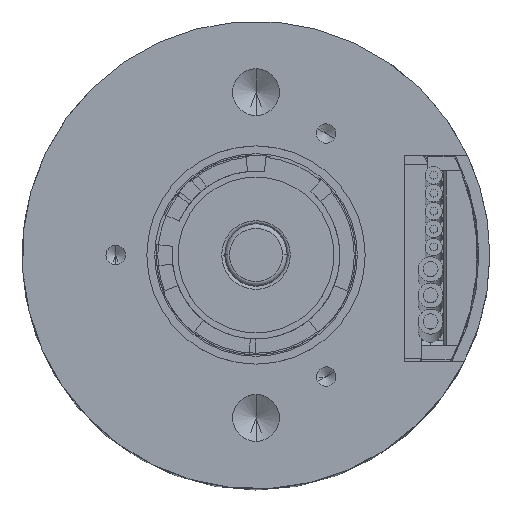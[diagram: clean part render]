
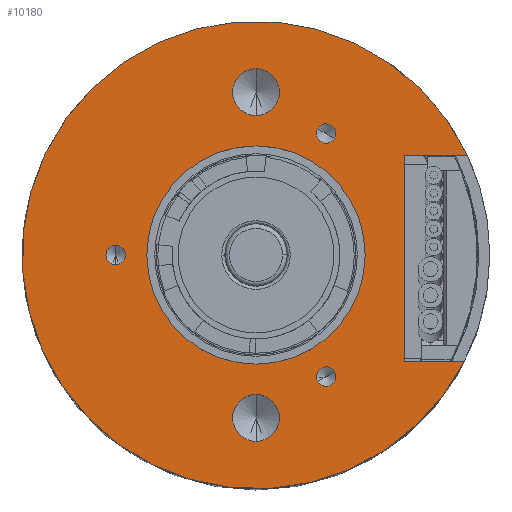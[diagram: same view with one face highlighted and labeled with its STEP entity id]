
A CAD part, top view. The second image highlights one B-rep face of the part: STEP entity #10180.
In plain terms, the highlighted planar face has unit normal (0, 0, 1).
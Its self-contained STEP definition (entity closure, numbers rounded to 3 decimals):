
#3118=DIRECTION('',(-1.,0.,0.));
#3119=VECTOR('',#3118,3.87);
#3120=CARTESIAN_POINT('',(13.37,-6.8,40.6));
#3121=LINE('',#3120,#3119);
#3122=DIRECTION('',(-1.,0.,0.));
#3123=VECTOR('',#3122,4.066);
#3124=CARTESIAN_POINT('',(13.566,6.4,40.6));
#3125=LINE('',#3124,#3123);
#3126=DIRECTION('',(0.,-1.,0.));
#3127=VECTOR('',#3126,13.2);
#3128=CARTESIAN_POINT('',(9.5,6.4,40.6));
#3129=LINE('',#3128,#3127);
#3130=CARTESIAN_POINT('',(0.,0.,40.6));
#3131=DIRECTION('',(0.,0.,-1.));
#3132=DIRECTION('',(0.,1.,0.));
#3133=AXIS2_PLACEMENT_3D('',#3130,#3131,#3132);
#3135=CARTESIAN_POINT('',(0.,0.,40.6));
#3136=DIRECTION('',(0.,0.,1.));
#3137=DIRECTION('',(0.,1.,0.));
#3138=AXIS2_PLACEMENT_3D('',#3135,#3136,#3137);
#3140=CARTESIAN_POINT('',(0.,-10.45,40.6));
#3141=DIRECTION('',(0.,0.,1.));
#3142=DIRECTION('',(0.,-1.,0.));
#3143=AXIS2_PLACEMENT_3D('',#3140,#3141,#3142);
#3145=CARTESIAN_POINT('',(0.,-10.45,40.6));
#3146=DIRECTION('',(0.,0.,1.));
#3147=DIRECTION('',(0.,1.,0.));
#3148=AXIS2_PLACEMENT_3D('',#3145,#3146,#3147);
#3150=CARTESIAN_POINT('',(0.,10.45,40.6));
#3151=DIRECTION('',(0.,0.,-1.));
#3152=DIRECTION('',(0.,1.,0.));
#3153=AXIS2_PLACEMENT_3D('',#3150,#3151,#3152);
#3155=CARTESIAN_POINT('',(0.,10.45,40.6));
#3156=DIRECTION('',(0.,0.,-1.));
#3157=DIRECTION('',(0.,-1.,0.));
#3158=AXIS2_PLACEMENT_3D('',#3155,#3156,#3157);
#3160=CARTESIAN_POINT('',(-9.,0.,40.6));
#3161=DIRECTION('',(0.,0.,1.));
#3162=DIRECTION('',(0.,-1.,0.));
#3163=AXIS2_PLACEMENT_3D('',#3160,#3161,#3162);
#3165=CARTESIAN_POINT('',(-9.,0.,40.6));
#3166=DIRECTION('',(0.,0.,1.));
#3167=DIRECTION('',(0.,1.,0.));
#3168=AXIS2_PLACEMENT_3D('',#3165,#3166,#3167);
#3170=CARTESIAN_POINT('',(4.5,-7.794,40.6));
#3171=DIRECTION('',(0.,0.,1.));
#3172=DIRECTION('',(0.866,0.5,0.));
#3173=AXIS2_PLACEMENT_3D('',#3170,#3171,#3172);
#3175=CARTESIAN_POINT('',(4.5,-7.794,40.6));
#3176=DIRECTION('',(0.,0.,1.));
#3177=DIRECTION('',(-0.866,-0.5,0.));
#3178=AXIS2_PLACEMENT_3D('',#3175,#3176,#3177);
#3180=CARTESIAN_POINT('',(4.5,7.794,40.6));
#3181=DIRECTION('',(0.,0.,1.));
#3182=DIRECTION('',(-0.866,0.5,0.));
#3183=AXIS2_PLACEMENT_3D('',#3180,#3181,#3182);
#3185=CARTESIAN_POINT('',(4.5,7.794,40.6));
#3186=DIRECTION('',(0.,0.,1.));
#3187=DIRECTION('',(0.866,-0.5,0.));
#3188=AXIS2_PLACEMENT_3D('',#3185,#3186,#3187);
#3194=CARTESIAN_POINT('',(0.,0.,40.6));
#3195=DIRECTION('',(0.,0.,1.));
#3196=DIRECTION('',(0.904,0.427,0.));
#3197=AXIS2_PLACEMENT_3D('',#3194,#3195,#3196);
#5964=CARTESIAN_POINT('',(0.,7.,40.6));
#5966=VERTEX_POINT('',#5964);
#5972=CARTESIAN_POINT('',(0.,-7.,40.6));
#5974=VERTEX_POINT('',#5972);
#5987=CARTESIAN_POINT('',(13.37,-6.8,40.6));
#5988=CARTESIAN_POINT('',(9.5,-6.8,40.6));
#5989=VERTEX_POINT('',#5987);
#5990=VERTEX_POINT('',#5988);
#5991=CARTESIAN_POINT('',(13.566,6.4,40.6));
#5992=CARTESIAN_POINT('',(9.5,6.4,40.6));
#5993=VERTEX_POINT('',#5991);
#5994=VERTEX_POINT('',#5992);
#6021=CARTESIAN_POINT('',(0.,-11.95,40.6));
#6022=CARTESIAN_POINT('',(0.,-8.95,40.6));
#6023=VERTEX_POINT('',#6021);
#6024=VERTEX_POINT('',#6022);
#6031=CARTESIAN_POINT('',(0.,11.95,40.6));
#6032=VERTEX_POINT('',#6031);
#6033=CARTESIAN_POINT('',(0.,8.95,40.6));
#6034=VERTEX_POINT('',#6033);
#6041=CARTESIAN_POINT('',(-9.,-0.625,40.6));
#6042=CARTESIAN_POINT('',(-9.,0.625,40.6));
#6043=VERTEX_POINT('',#6041);
#6044=VERTEX_POINT('',#6042);
#6051=CARTESIAN_POINT('',(5.041,-7.482,40.6));
#6052=CARTESIAN_POINT('',(3.959,-8.107,40.6));
#6053=VERTEX_POINT('',#6051);
#6054=VERTEX_POINT('',#6052);
#6061=CARTESIAN_POINT('',(3.959,8.107,40.6));
#6062=CARTESIAN_POINT('',(5.041,7.482,40.6));
#6063=VERTEX_POINT('',#6061);
#6064=VERTEX_POINT('',#6062);
#10132=CARTESIAN_POINT('',(0.,0.,40.6));
#10133=DIRECTION('',(0.,0.,1.));
#10134=DIRECTION('',(0.,-1.,0.));
#10135=AXIS2_PLACEMENT_3D('',#10132,#10133,#10134);
#10136=PLANE('',#10135);
#10137=ORIENTED_EDGE('',*,*,#6956,.F.);
#10139=ORIENTED_EDGE('',*,*,#10138,.F.);
#10140=ORIENTED_EDGE('',*,*,#7661,.T.);
#10141=ORIENTED_EDGE('',*,*,#6884,.T.);
#10142=EDGE_LOOP('',(#10137,#10139,#10140,#10141));
#10143=FACE_OUTER_BOUND('',#10142,.F.);
#10145=ORIENTED_EDGE('',*,*,#10144,.F.);
#10147=ORIENTED_EDGE('',*,*,#10146,.T.);
#10148=EDGE_LOOP('',(#10145,#10147));
#10149=FACE_BOUND('',#10148,.F.);
#10151=ORIENTED_EDGE('',*,*,#10150,.T.);
#10153=ORIENTED_EDGE('',*,*,#10152,.T.);
#10154=EDGE_LOOP('',(#10151,#10153));
#10155=FACE_BOUND('',#10154,.F.);
#10157=ORIENTED_EDGE('',*,*,#10156,.F.);
#10159=ORIENTED_EDGE('',*,*,#10158,.F.);
#10160=EDGE_LOOP('',(#10157,#10159));
#10161=FACE_BOUND('',#10160,.F.);
#10163=ORIENTED_EDGE('',*,*,#10162,.T.);
#10165=ORIENTED_EDGE('',*,*,#10164,.T.);
#10166=EDGE_LOOP('',(#10163,#10165));
#10167=FACE_BOUND('',#10166,.F.);
#10169=ORIENTED_EDGE('',*,*,#10168,.T.);
#10171=ORIENTED_EDGE('',*,*,#10170,.T.);
#10172=EDGE_LOOP('',(#10169,#10171));
#10173=FACE_BOUND('',#10172,.F.);
#10175=ORIENTED_EDGE('',*,*,#10174,.T.);
#10177=ORIENTED_EDGE('',*,*,#10176,.T.);
#10178=EDGE_LOOP('',(#10175,#10177));
#10179=FACE_BOUND('',#10178,.F.);
#10180=ADVANCED_FACE('',(#10143,#10149,#10155,#10161,#10167,#10173,#10179),
#10136,.T.);
#3134=CIRCLE('',#3133,7.);
#3139=CIRCLE('',#3138,7.);
#3144=CIRCLE('',#3143,1.5);
#3149=CIRCLE('',#3148,1.5);
#3154=CIRCLE('',#3153,1.5);
#3159=CIRCLE('',#3158,1.5);
#3164=CIRCLE('',#3163,0.625);
#3169=CIRCLE('',#3168,0.625);
#3174=CIRCLE('',#3173,0.625);
#3179=CIRCLE('',#3178,0.625);
#3184=CIRCLE('',#3183,0.625);
#3189=CIRCLE('',#3188,0.625);
#3198=CIRCLE('',#3197,15.);
#6884=EDGE_CURVE('',#5994,#5990,#3129,.T.);
#6956=EDGE_CURVE('',#5989,#5990,#3121,.T.);
#7661=EDGE_CURVE('',#5993,#5994,#3125,.T.);
#10138=EDGE_CURVE('',#5993,#5989,#3198,.T.);
#10144=EDGE_CURVE('',#5966,#5974,#3134,.T.);
#10146=EDGE_CURVE('',#5966,#5974,#3139,.T.);
#10150=EDGE_CURVE('',#6023,#6024,#3144,.T.);
#10152=EDGE_CURVE('',#6024,#6023,#3149,.T.);
#10156=EDGE_CURVE('',#6032,#6034,#3154,.T.);
#10158=EDGE_CURVE('',#6034,#6032,#3159,.T.);
#10162=EDGE_CURVE('',#6043,#6044,#3164,.T.);
#10164=EDGE_CURVE('',#6044,#6043,#3169,.T.);
#10168=EDGE_CURVE('',#6053,#6054,#3174,.T.);
#10170=EDGE_CURVE('',#6054,#6053,#3179,.T.);
#10174=EDGE_CURVE('',#6063,#6064,#3184,.T.);
#10176=EDGE_CURVE('',#6064,#6063,#3189,.T.);
